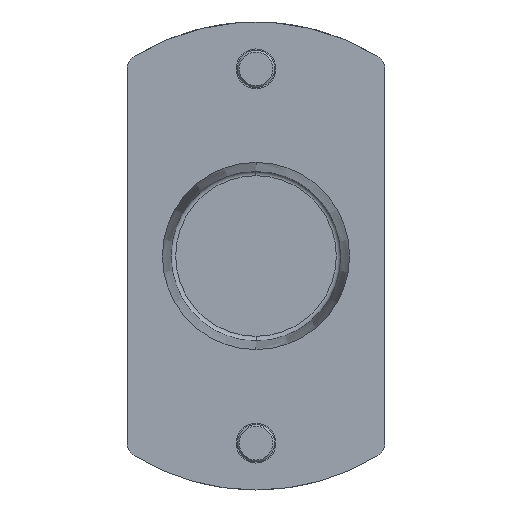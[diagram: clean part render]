
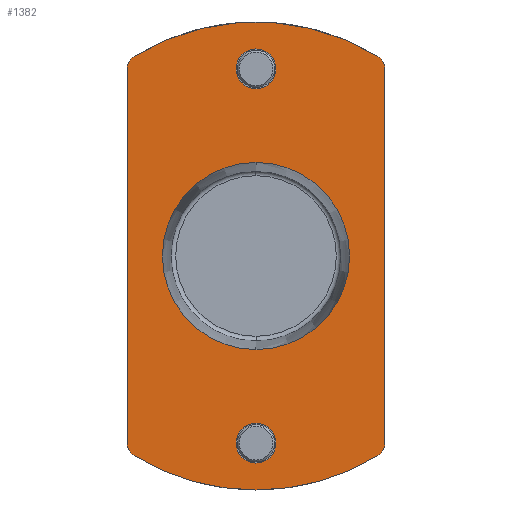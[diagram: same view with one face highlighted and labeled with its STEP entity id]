
A CAD part, front view. The second image highlights one B-rep face of the part: STEP entity #1382.
In plain terms, the highlighted planar face has unit normal (0, -1, 0).
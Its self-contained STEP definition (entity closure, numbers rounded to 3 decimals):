
#32 = DIRECTION ( 'NONE',  ( 0., 0., -1. ) ) ;
#33 = DIRECTION ( 'NONE',  ( 0., -1., 0. ) ) ;
#34 = CARTESIAN_POINT ( 'NONE',  ( 24.5, 0., -40.109 ) ) ;
#200 = DIRECTION ( 'NONE',  ( 0., 0., -1. ) ) ;
#205 = DIRECTION ( 'NONE',  ( 0., -1., 0. ) ) ;
#206 = CARTESIAN_POINT ( 'NONE',  ( -24.5, 0., 40.109 ) ) ;
#227 = AXIS2_PLACEMENT_3D ( 'NONE', #3377, #3447, #3640 ) ;
#254 = AXIS2_PLACEMENT_3D ( 'NONE', #3557, #3402, #3648 ) ;
#263 = AXIS2_PLACEMENT_3D ( 'NONE', #894, #893, #892 ) ;
#298 = DIRECTION ( 'NONE',  ( 0., 0., -1. ) ) ;
#299 = DIRECTION ( 'NONE',  ( 0., -1., 0. ) ) ;
#300 = CARTESIAN_POINT ( 'NONE',  ( 0., 0., 0. ) ) ;
#308 = AXIS2_PLACEMENT_3D ( 'NONE', #4851, #4850, #4848 ) ;
#310 = AXIS2_PLACEMENT_3D ( 'NONE', #4882, #4880, #4872 ) ;
#312 = AXIS2_PLACEMENT_3D ( 'NONE', #4899, #4887, #4884 ) ;
#329 = AXIS2_PLACEMENT_3D ( 'NONE', #573, #553, #554 ) ;
#332 = AXIS2_PLACEMENT_3D ( 'NONE', #1567, #1565, #1564 ) ;
#336 = AXIS2_PLACEMENT_3D ( 'NONE', #1575, #1574, #1571 ) ;
#350 = AXIS2_PLACEMENT_3D ( 'NONE', #34, #33, #32 ) ;
#355 = AXIS2_PLACEMENT_3D ( 'NONE', #206, #205, #200 ) ;
#359 = AXIS2_PLACEMENT_3D ( 'NONE', #300, #299, #298 ) ;
#493 = EDGE_LOOP ( 'NONE', ( #3272, #3271 ) ) ;
#507 = EDGE_LOOP ( 'NONE', ( #3281, #3280, #3279, #3278, #3277, #3276, #3275, #3274, #3273 ) ) ;
#509 = EDGE_LOOP ( 'NONE', ( #3283, #3282 ) ) ;
#513 = EDGE_LOOP ( 'NONE', ( #3285, #3284 ) ) ;
#553 = DIRECTION ( 'NONE',  ( 0., -1., 0. ) ) ;
#554 = DIRECTION ( 'NONE',  ( 0., 0., -1. ) ) ;
#573 = CARTESIAN_POINT ( 'NONE',  ( 0., 0., 0. ) ) ;
#669 = CARTESIAN_POINT ( 'NONE',  ( 0., 0., 0. ) ) ;
#670 = DIRECTION ( 'NONE',  ( 0., -1., 0. ) ) ;
#671 = DIRECTION ( 'NONE',  ( 0., 0., -1. ) ) ;
#892 = DIRECTION ( 'NONE',  ( 0., 0., 1. ) ) ;
#893 = DIRECTION ( 'NONE',  ( 0., 1., 0. ) ) ;
#894 = CARTESIAN_POINT ( 'NONE',  ( 0., 0., -40. ) ) ;
#1382 = ADVANCED_FACE ( 'NONE', ( #2273, #2262, #2266, #2269 ), #1814, .T. ) ;
#1482 = CIRCLE ( 'NONE', #310, 4.25 ) ;
#1484 = CIRCLE ( 'NONE', #312, 3. ) ;
#1493 = VECTOR ( 'NONE', #1576, 1000. ) ;
#1495 = CIRCLE ( 'NONE', #329, 50. ) ;
#1496 = LINE ( 'NONE', #1562, #1493 ) ;
#1499 = CIRCLE ( 'NONE', #332, 4.25 ) ;
#1503 = CIRCLE ( 'NONE', #336, 3. ) ;
#1510 = CIRCLE ( 'NONE', #350, 3. ) ;
#1523 = CIRCLE ( 'NONE', #355, 3. ) ;
#1532 = CIRCLE ( 'NONE', #359, 50. ) ;
#1562 = CARTESIAN_POINT ( 'NONE',  ( -27.5, 0., -55. ) ) ;
#1564 = DIRECTION ( 'NONE',  ( 0., 0., 1. ) ) ;
#1565 = DIRECTION ( 'NONE',  ( 0., 1., 0. ) ) ;
#1567 = CARTESIAN_POINT ( 'NONE',  ( 0., 0., -40. ) ) ;
#1571 = DIRECTION ( 'NONE',  ( 0., 0., -1. ) ) ;
#1574 = DIRECTION ( 'NONE',  ( 0., -1., 0. ) ) ;
#1575 = CARTESIAN_POINT ( 'NONE',  ( 24.5, 0., 40.109 ) ) ;
#1576 = DIRECTION ( 'NONE',  ( 0., 0., 1. ) ) ;
#1806 = DIRECTION ( 'NONE',  ( 0., -1., 0. ) ) ;
#1813 = CARTESIAN_POINT ( 'NONE',  ( 0., 0., 0. ) ) ;
#1814 = PLANE ( 'NONE',  #3898 ) ;
#1815 = DIRECTION ( 'NONE',  ( 0., 0., -1. ) ) ;
#1974 = EDGE_CURVE ( 'NONE', #3929, #3107, #1532, .T. ) ;
#1980 = EDGE_CURVE ( 'NONE', #3107, #3964, #1523, .T. ) ;
#1992 = EDGE_CURVE ( 'NONE', #3957, #3092, #1510, .T. ) ;
#2003 = EDGE_CURVE ( 'NONE', #3925, #3929, #1503, .T. ) ;
#2005 = EDGE_CURVE ( 'NONE', #3206, #3980, #1499, .T. ) ;
#2007 = EDGE_CURVE ( 'NONE', #3912, #3964, #1496, .T. ) ;
#2010 = EDGE_CURVE ( 'NONE', #3917, #3957, #1495, .T. ) ;
#2022 = EDGE_CURVE ( 'NONE', #3912, #3235, #1484, .T. ) ;
#2023 = EDGE_CURVE ( 'NONE', #3949, #4020, #1482, .T. ) ;
#2031 = EDGE_CURVE ( 'NONE', #3953, #3982, #2670, .T. ) ;
#2073 = AXIS2_PLACEMENT_3D ( 'NONE', #669, #670, #671 ) ;
#2262 = FACE_BOUND ( 'NONE', #509, .T. ) ;
#2266 = FACE_OUTER_BOUND ( 'NONE', #507, .T. ) ;
#2269 = FACE_BOUND ( 'NONE', #493, .T. ) ;
#2273 = FACE_BOUND ( 'NONE', #513, .T. ) ;
#2393 = EDGE_CURVE ( 'NONE', #3980, #3206, #2761, .T. ) ;
#2474 = CIRCLE ( 'NONE', #2073, 50. ) ;
#2643 = VECTOR ( 'NONE', #3658, 1000. ) ;
#2646 = LINE ( 'NONE', #3482, #2643 ) ;
#2670 = CIRCLE ( 'NONE', #308, 20. ) ;
#2684 = CIRCLE ( 'NONE', #227, 20. ) ;
#2753 = CIRCLE ( 'NONE', #254, 4.25 ) ;
#2761 = CIRCLE ( 'NONE', #263, 4.25 ) ;
#3092 = VERTEX_POINT ( 'NONE', #3322 ) ;
#3107 = VERTEX_POINT ( 'NONE', #3504 ) ;
#3112 = EDGE_CURVE ( 'NONE', #4020, #3949, #2753, .T. ) ;
#3148 = EDGE_CURVE ( 'NONE', #3982, #3953, #2684, .T. ) ;
#3172 = EDGE_CURVE ( 'NONE', #3925, #3092, #2646, .T. ) ;
#3206 = VERTEX_POINT ( 'NONE', #3687 ) ;
#3235 = VERTEX_POINT ( 'NONE', #3635 ) ;
#3271 = ORIENTED_EDGE ( 'NONE', *, *, #2023, .T. ) ;
#3272 = ORIENTED_EDGE ( 'NONE', *, *, #3112, .T. ) ;
#3273 = ORIENTED_EDGE ( 'NONE', *, *, #1980, .T. ) ;
#3274 = ORIENTED_EDGE ( 'NONE', *, *, #1974, .T. ) ;
#3275 = ORIENTED_EDGE ( 'NONE', *, *, #2003, .T. ) ;
#3276 = ORIENTED_EDGE ( 'NONE', *, *, #3172, .F. ) ;
#3277 = ORIENTED_EDGE ( 'NONE', *, *, #1992, .T. ) ;
#3278 = ORIENTED_EDGE ( 'NONE', *, *, #2010, .T. ) ;
#3279 = ORIENTED_EDGE ( 'NONE', *, *, #4705, .T. ) ;
#3280 = ORIENTED_EDGE ( 'NONE', *, *, #2022, .T. ) ;
#3281 = ORIENTED_EDGE ( 'NONE', *, *, #2007, .F. ) ;
#3282 = ORIENTED_EDGE ( 'NONE', *, *, #3148, .F. ) ;
#3283 = ORIENTED_EDGE ( 'NONE', *, *, #2031, .F. ) ;
#3284 = ORIENTED_EDGE ( 'NONE', *, *, #2005, .T. ) ;
#3285 = ORIENTED_EDGE ( 'NONE', *, *, #2393, .T. ) ;
#3322 = CARTESIAN_POINT ( 'NONE',  ( 27.5, 0., -40.109 ) ) ;
#3377 = CARTESIAN_POINT ( 'NONE',  ( 0., 0., 0. ) ) ;
#3402 = DIRECTION ( 'NONE',  ( 0., 1., 0. ) ) ;
#3447 = DIRECTION ( 'NONE',  ( 0., -1., 0. ) ) ;
#3482 = CARTESIAN_POINT ( 'NONE',  ( 27.5, 0., -55. ) ) ;
#3492 = CARTESIAN_POINT ( 'NONE',  ( -27.5, 0., 40.109 ) ) ;
#3504 = CARTESIAN_POINT ( 'NONE',  ( -26.064, 0., 42.669 ) ) ;
#3511 = CARTESIAN_POINT ( 'NONE',  ( 26.064, 0., -42.669 ) ) ;
#3534 = CARTESIAN_POINT ( 'NONE',  ( 0., 0., -20. ) ) ;
#3548 = CARTESIAN_POINT ( 'NONE',  ( 0., 0., 44.25 ) ) ;
#3557 = CARTESIAN_POINT ( 'NONE',  ( 0., 0., 40. ) ) ;
#3596 = CARTESIAN_POINT ( 'NONE',  ( 0., 0., -50. ) ) ;
#3618 = CARTESIAN_POINT ( 'NONE',  ( 26.064, 0., 42.669 ) ) ;
#3628 = CARTESIAN_POINT ( 'NONE',  ( 27.5, 0., 40.109 ) ) ;
#3631 = CARTESIAN_POINT ( 'NONE',  ( -27.5, 0., -40.109 ) ) ;
#3635 = CARTESIAN_POINT ( 'NONE',  ( -26.064, 0., -42.669 ) ) ;
#3640 = DIRECTION ( 'NONE',  ( 0., 0., -1. ) ) ;
#3648 = DIRECTION ( 'NONE',  ( 0., 0., 1. ) ) ;
#3658 = DIRECTION ( 'NONE',  ( 0., 0., -1. ) ) ;
#3687 = CARTESIAN_POINT ( 'NONE',  ( 0., 0., -35.75 ) ) ;
#3898 = AXIS2_PLACEMENT_3D ( 'NONE', #1813, #1806, #1815 ) ;
#3912 = VERTEX_POINT ( 'NONE', #3631 ) ;
#3917 = VERTEX_POINT ( 'NONE', #3596 ) ;
#3925 = VERTEX_POINT ( 'NONE', #3628 ) ;
#3929 = VERTEX_POINT ( 'NONE', #3618 ) ;
#3949 = VERTEX_POINT ( 'NONE', #3548 ) ;
#3953 = VERTEX_POINT ( 'NONE', #3534 ) ;
#3957 = VERTEX_POINT ( 'NONE', #3511 ) ;
#3964 = VERTEX_POINT ( 'NONE', #3492 ) ;
#3980 = VERTEX_POINT ( 'NONE', #5192 ) ;
#3982 = VERTEX_POINT ( 'NONE', #5159 ) ;
#4020 = VERTEX_POINT ( 'NONE', #5147 ) ;
#4705 = EDGE_CURVE ( 'NONE', #3235, #3917, #2474, .T. ) ;
#4848 = DIRECTION ( 'NONE',  ( 0., 0., -1. ) ) ;
#4850 = DIRECTION ( 'NONE',  ( 0., -1., 0. ) ) ;
#4851 = CARTESIAN_POINT ( 'NONE',  ( 0., 0., 0. ) ) ;
#4872 = DIRECTION ( 'NONE',  ( 0., 0., 1. ) ) ;
#4880 = DIRECTION ( 'NONE',  ( 0., 1., 0. ) ) ;
#4882 = CARTESIAN_POINT ( 'NONE',  ( 0., 0., 40. ) ) ;
#4884 = DIRECTION ( 'NONE',  ( 0., 0., -1. ) ) ;
#4887 = DIRECTION ( 'NONE',  ( 0., -1., 0. ) ) ;
#4899 = CARTESIAN_POINT ( 'NONE',  ( -24.5, 0., -40.109 ) ) ;
#5147 = CARTESIAN_POINT ( 'NONE',  ( 0., 0., 35.75 ) ) ;
#5159 = CARTESIAN_POINT ( 'NONE',  ( 0., 0., 20. ) ) ;
#5192 = CARTESIAN_POINT ( 'NONE',  ( 0., 0., -44.25 ) ) ;
